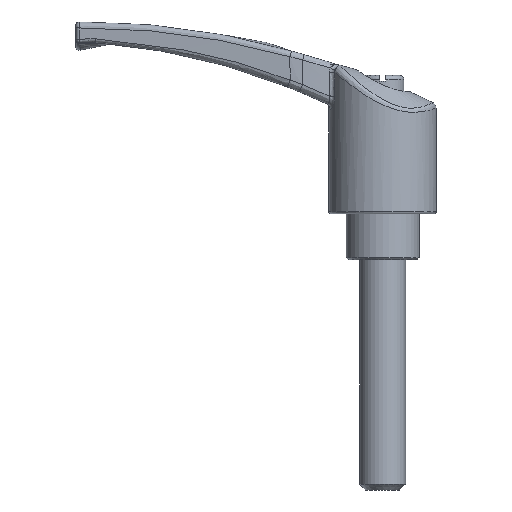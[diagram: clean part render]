
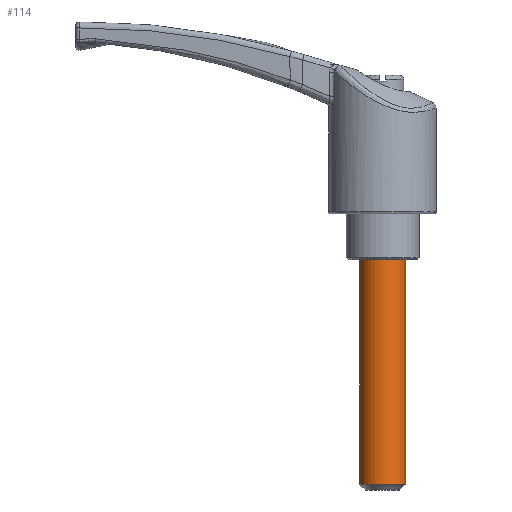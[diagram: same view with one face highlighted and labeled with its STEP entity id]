
A CAD part, left-side view. The second image highlights one B-rep face of the part: STEP entity #114.
In plain terms, the highlighted cylindrical face has radius 6 mm (diameter 12 mm), a full revolution.
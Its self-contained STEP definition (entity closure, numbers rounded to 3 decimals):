
#114 = ADVANCED_FACE( '', ( #279, #280 ), #281, .T. );
#279 = FACE_OUTER_BOUND( '', #1250, .T. );
#280 = FACE_OUTER_BOUND( '', #1251, .T. );
#281 = CYLINDRICAL_SURFACE( '', #1252, 6. );
#1250 = EDGE_LOOP( '', ( #6464 ) );
#1251 = EDGE_LOOP( '', ( #6465 ) );
#1252 = AXIS2_PLACEMENT_3D( '', #6466, #6467, #6468 );
#6464 = ORIENTED_EDGE( '', *, *, #6853, .T. );
#6465 = ORIENTED_EDGE( '', *, *, #6854, .T. );
#6466 = CARTESIAN_POINT( '', ( 0., 0., -72. ) );
#6467 = DIRECTION( '', ( 0., 0., -1. ) );
#6468 = DIRECTION( '', ( 1., 0., 0. ) );
#6853 = EDGE_CURVE( '', #7085, #7085, #7086, .F. );
#6854 = EDGE_CURVE( '', #7087, #7087, #7088, .T. );
#7085 = VERTEX_POINT( '', #7798 );
#7086 = CIRCLE( '', #7799, 6. );
#7087 = VERTEX_POINT( '', #7800 );
#7088 = CIRCLE( '', #7801, 6. );
#7798 = CARTESIAN_POINT( '', ( -6., 0., -70.5 ) );
#7799 = AXIS2_PLACEMENT_3D( '', #10183, #10184, #10185 );
#7800 = CARTESIAN_POINT( '', ( 6., 0., -12. ) );
#7801 = AXIS2_PLACEMENT_3D( '', #10186, #10187, #10188 );
#10183 = CARTESIAN_POINT( '', ( 0., 0., -70.5 ) );
#10184 = DIRECTION( '', ( 0., 0., -1. ) );
#10185 = DIRECTION( '', ( -1., 0., 0. ) );
#10186 = CARTESIAN_POINT( '', ( 0., 0., -12. ) );
#10187 = DIRECTION( '', ( 0., 0., -1. ) );
#10188 = DIRECTION( '', ( 1., 0., 0. ) );
